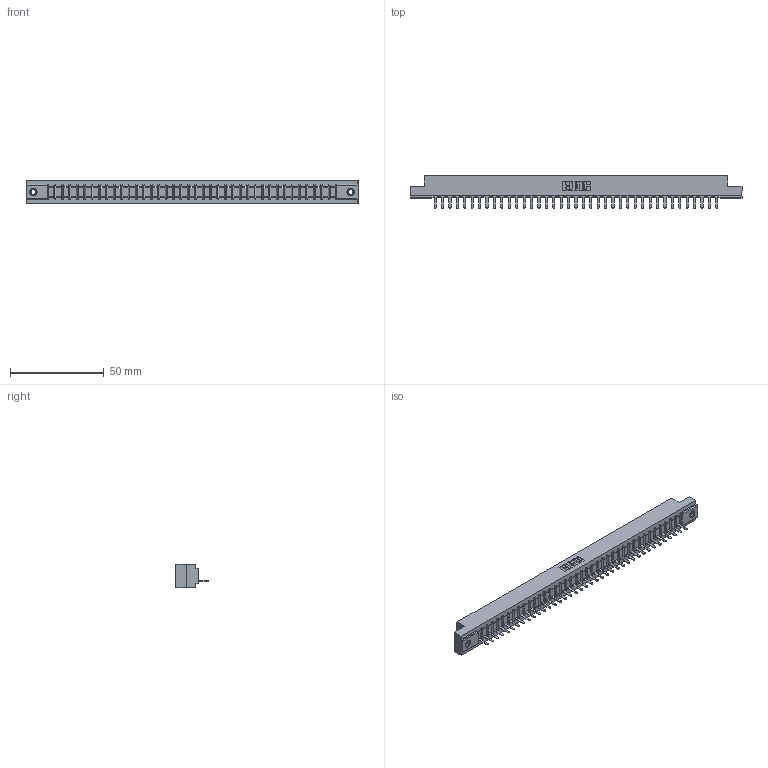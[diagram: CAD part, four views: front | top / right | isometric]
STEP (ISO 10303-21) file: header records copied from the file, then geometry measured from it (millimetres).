
FILE_DESCRIPTION (( 'STEP AP203' ), '1' );
FILE_NAME ('357-039-425-107.STEP', '2020-10-02T22:24:44', ( '' ), ( '' ), 'SwSTEP 2.0', 'SolidWorks 2020', '' );
FILE_SCHEMA (( 'CONFIG_CONTROL_DESIGN' ));
Length unit declared in the file: inch
Products named in the file (4): 307-290-001_525; 307 Part_.156 Dia Mounting Holes; 345-250-001_345-250-005-103; 357-039-425-107
Assembly tree (42 placements, depth 2):
  357-039-425-107
    307 Part_.156 Dia Mounting Holes
    307-290-001_525  x39
    345-250-001_345-250-005-103  x2
Bounding box: 177.55 x 17.42 x 12.7 mm (x, y, z)
Volume: 18370.6 mm3; surface area: 19209.5 mm2
Topology: 42 solids, 42 shells, 2402 faces, 6777 edges, 4350 vertices
Faces by surface type: plane 1545, cylinder 761, sphere 80, cone 12, torus 4
Entity records: 34957 total; most frequent: CARTESIAN_POINT 5867, ORIENTED_EDGE 5846, DIRECTION 5717, EDGE_CURVE 2923, VECTOR 2241, LINE 2241, VERTEX_POINT 1888, AXIS2_PLACEMENT_3D 1738
